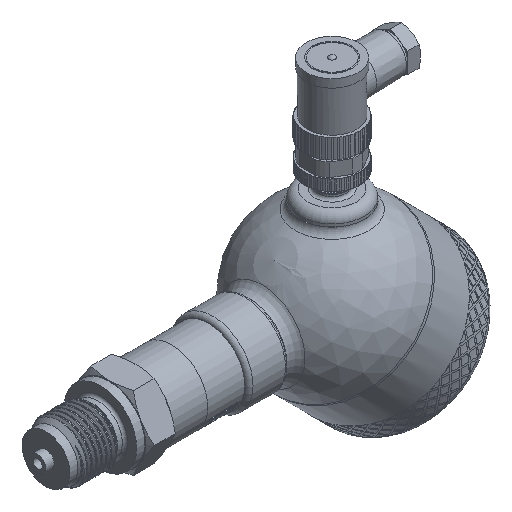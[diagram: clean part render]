
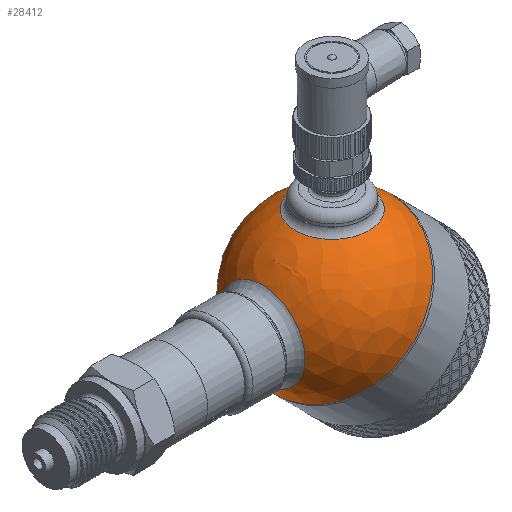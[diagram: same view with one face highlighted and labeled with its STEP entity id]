
A CAD part, isometric view. The second image highlights one B-rep face of the part: STEP entity #28412.
In plain terms, the highlighted spherical face has radius 30 mm.
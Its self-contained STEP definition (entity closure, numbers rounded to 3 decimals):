
#45=SPHERICAL_SURFACE('',#30128,30.);
#127=FACE_BOUND('',#3804,.T.);
#128=FACE_BOUND('',#3805,.T.);
#1991=FACE_OUTER_BOUND('',#3803,.T.);
#3803=EDGE_LOOP('',(#20292,#20293,#20294,#20295));
#3804=EDGE_LOOP('',(#20296));
#3805=EDGE_LOOP('',(#20297));
#5513=CIRCLE('',#30050,30.);
#5514=CIRCLE('',#30051,30.);
#5541=CIRCLE('',#30124,13.5);
#5544=CIRCLE('',#30129,30.);
#5545=CIRCLE('',#30130,15.643);
#11037=VERTEX_POINT('',#40586);
#11038=VERTEX_POINT('',#40588);
#11537=VERTEX_POINT('',#46975);
#11539=VERTEX_POINT('',#46982);
#11540=VERTEX_POINT('',#46984);
#14094=EDGE_CURVE('',#11037,#11038,#5513,.T.);
#14095=EDGE_CURVE('',#11038,#11037,#5514,.T.);
#14846=EDGE_CURVE('',#11537,#11537,#5541,.T.);
#14849=EDGE_CURVE('',#11038,#11539,#5544,.T.);
#14850=EDGE_CURVE('',#11540,#11540,#5545,.T.);
#20292=ORIENTED_EDGE('',*,*,#14095,.F.);
#20293=ORIENTED_EDGE('',*,*,#14849,.T.);
#20294=ORIENTED_EDGE('',*,*,#14849,.F.);
#20295=ORIENTED_EDGE('',*,*,#14094,.F.);
#20296=ORIENTED_EDGE('',*,*,#14850,.F.);
#20297=ORIENTED_EDGE('',*,*,#14846,.F.);
#28412=ADVANCED_FACE('',(#1991,#127,#128),#45,.T.);
#30050=AXIS2_PLACEMENT_3D('',#40589,#31874,#31875);
#30051=AXIS2_PLACEMENT_3D('',#40590,#31876,#31877);
#30124=AXIS2_PLACEMENT_3D('',#46976,#32286,#32287);
#30128=AXIS2_PLACEMENT_3D('',#46981,#32294,#32295);
#30129=AXIS2_PLACEMENT_3D('',#46983,#32296,#32297);
#30130=AXIS2_PLACEMENT_3D('',#46985,#32298,#32299);
#31874=DIRECTION('center_axis',(1.,0.,0.));
#31875=DIRECTION('ref_axis',(0.,1.,0.));
#31876=DIRECTION('center_axis',(1.,0.,0.));
#31877=DIRECTION('ref_axis',(0.,1.,0.));
#32286=DIRECTION('center_axis',(-0.707,0.,-0.707));
#32287=DIRECTION('ref_axis',(-0.707,0.,0.707));
#32294=DIRECTION('center_axis',(1.,0.,0.));
#32295=DIRECTION('ref_axis',(0.,-1.,0.));
#32296=DIRECTION('center_axis',(0.,0.,1.));
#32297=DIRECTION('ref_axis',(0.,1.,0.));
#32298=DIRECTION('center_axis',(-0.707,0.,0.707));
#32299=DIRECTION('ref_axis',(0.707,0.,0.707));
#40586=CARTESIAN_POINT('',(0.,-30.,0.));
#40588=CARTESIAN_POINT('',(0.,30.,0.));
#40589=CARTESIAN_POINT('Origin',(0.,0.,0.));
#40590=CARTESIAN_POINT('Origin',(0.,0.,0.));
#46975=CARTESIAN_POINT('',(-9.398,0.,-28.49));
#46976=CARTESIAN_POINT('Origin',(-18.944,0.,-18.944));
#46981=CARTESIAN_POINT('Origin',(0.,0.,0.));
#46982=CARTESIAN_POINT('',(-30.,0.,0.));
#46983=CARTESIAN_POINT('Origin',(0.,0.,0.));
#46984=CARTESIAN_POINT('',(-29.162,0.,7.04));
#46985=CARTESIAN_POINT('Origin',(-18.101,0.,18.101));
